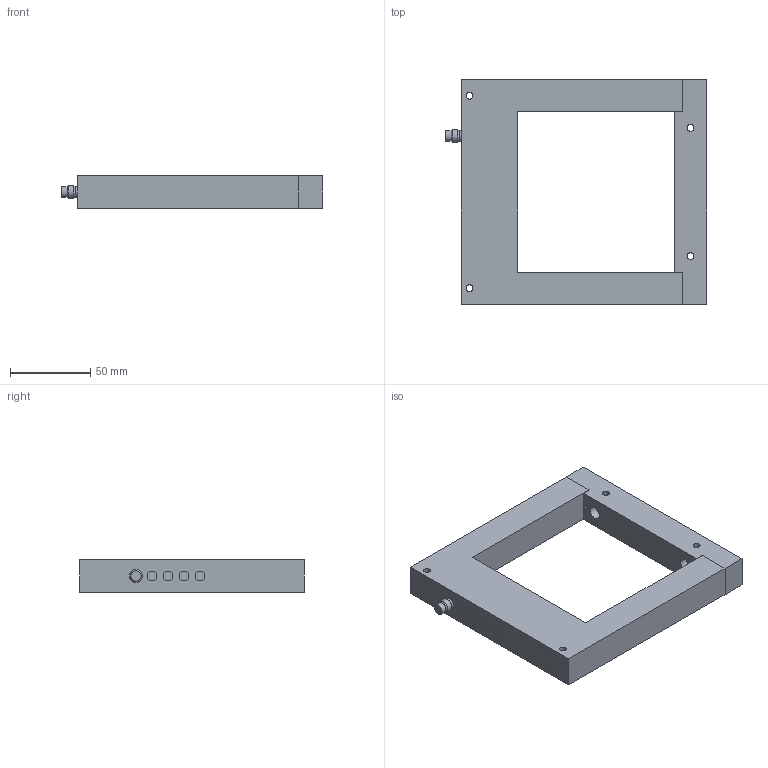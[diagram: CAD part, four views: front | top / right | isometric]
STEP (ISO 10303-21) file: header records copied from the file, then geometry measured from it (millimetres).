
FILE_DESCRIPTION(/* description */ (''),/* implementation_level */ '2;1');
FILE_NAME(/* name */ 'OHK00370.stp',/* time_stamp */ '2016-10-07T13:44:53+02:00',/* author */ ('mitarbeiter'),/* organization */ (''),/* preprocessor_version */ 'ST-DEVELOPER v15.2',/* originating_system */ 'Autodesk Inventor 2014',/* authorisation */ '');
FILE_SCHEMA (('AUTOMOTIVE_DESIGN { 1 0 10303 214 3 1 1 }'));
Length unit declared in the file: millimetre
Products named in the file (6): Gehäuse_OHK00370; Anschluß_OHK00370; Gehäuse2_OHK00370; LED_OHK00370; Sen_OHK00370; OHK00370
Bounding box: 163 x 140 x 20 mm (x, y, z)
Volume: 229664.8 mm3; surface area: 48356.4 mm2
Topology: 8 solids, 8 shells, 82 faces, 170 edges, 113 vertices
Faces by surface type: plane 42, cylinder 34, cone 6
Full cylindrical faces by diameter (mm): 1.5 x2, 1.9 x2, 3.242 x2, 4.134 x2, 4.2 x6, 4.5 x4, 6 x8, 6.5 x3, 8 x5
Entity records: 2158 total; most frequent: CARTESIAN_POINT 524, DIRECTION 336, ORIENTED_EDGE 222, EDGE_LOOP 144, AXIS2_PLACEMENT_3D 144, EDGE_CURVE 111, VERTEX_POINT 95, FACE_OUTER_BOUND 73
